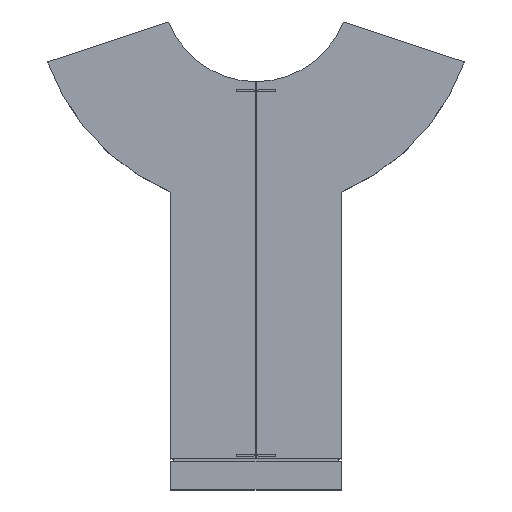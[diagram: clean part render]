
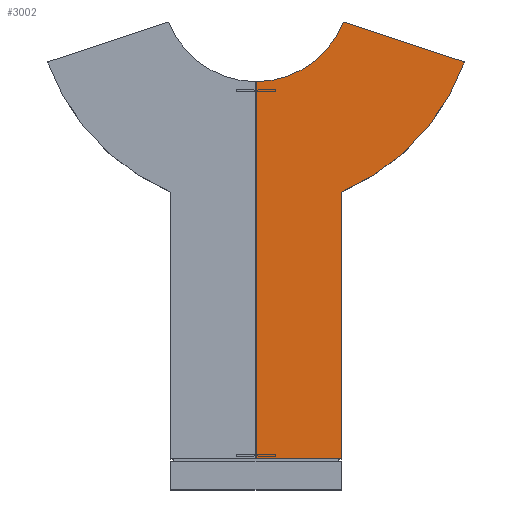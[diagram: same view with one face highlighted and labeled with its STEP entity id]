
A CAD part, top view. The second image highlights one B-rep face of the part: STEP entity #3002.
In plain terms, the highlighted planar face has unit normal (0, 0, 1).
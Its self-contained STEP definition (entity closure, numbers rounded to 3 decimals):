
#37 = VERTEX_POINT ( 'NONE', #10952 ) ;
#215 = EDGE_CURVE ( 'NONE', #1464, #3577, #10534, .T. ) ;
#291 = CARTESIAN_POINT ( 'NONE',  ( 0.15, 109., 0. ) ) ;
#430 = DIRECTION ( 'NONE',  ( 1., 0., 0. ) ) ;
#529 = CARTESIAN_POINT ( 'NONE',  ( 300., 1050., 0. ) ) ;
#548 = EDGE_CURVE ( 'NONE', #11890, #37, #9518, .T. ) ;
#834 = DIRECTION ( 'NONE',  ( 1., 0., 0. ) ) ;
#960 = LINE ( 'NONE', #11998, #6634 ) ;
#1432 = CARTESIAN_POINT ( 'NONE',  ( 735., 1509., 0. ) ) ;
#1464 = VERTEX_POINT ( 'NONE', #2511 ) ;
#1634 = AXIS2_PLACEMENT_3D ( 'NONE', #12124, #14390, #8682 ) ;
#1835 = EDGE_LOOP ( 'NONE', ( #14480, #13776, #5729, #12090, #5796, #10130 ) ) ;
#2000 = VECTOR ( 'NONE', #12873, 1000. ) ;
#2401 = CARTESIAN_POINT ( 'NONE',  ( 0.15, 109., 0. ) ) ;
#2511 = CARTESIAN_POINT ( 'NONE',  ( 300., 1050., 0. ) ) ;
#2983 = LINE ( 'NONE', #529, #14423 ) ;
#3002 = ADVANCED_FACE ( 'NONE', ( #6415 ), #13311, .T. ) ;
#3031 = CARTESIAN_POINT ( 'NONE',  ( -0.043, 1769.982, 0. ) ) ;
#3560 = CARTESIAN_POINT ( 'NONE',  ( 300., 109., 0. ) ) ;
#3577 = VERTEX_POINT ( 'NONE', #1432 ) ;
#4171 = DIRECTION ( 'NONE',  ( 0., 0., 1. ) ) ;
#4931 = LINE ( 'NONE', #291, #2000 ) ;
#5396 = CARTESIAN_POINT ( 'NONE',  ( 307.661, 1650., 0. ) ) ;
#5729 = ORIENTED_EDGE ( 'NONE', *, *, #548, .T. ) ;
#5796 = ORIENTED_EDGE ( 'NONE', *, *, #8227, .T. ) ;
#6374 = DIRECTION ( 'NONE',  ( -0.95, 0.313, 0. ) ) ;
#6415 = FACE_OUTER_BOUND ( 'NONE', #1835, .T. ) ;
#6634 = VECTOR ( 'NONE', #14258, 1000. ) ;
#7008 = VECTOR ( 'NONE', #6374, 1000. ) ;
#8227 = EDGE_CURVE ( 'NONE', #8619, #11427, #960, .T. ) ;
#8619 = VERTEX_POINT ( 'NONE', #2401 ) ;
#8682 = DIRECTION ( 'NONE',  ( 1., 0., 0. ) ) ;
#9276 = EDGE_CURVE ( 'NONE', #37, #8619, #4931, .T. ) ;
#9302 = CARTESIAN_POINT ( 'NONE',  ( 307.661, 1650., 0. ) ) ;
#9518 = CIRCLE ( 'NONE', #1634, 330. ) ;
#10124 = DIRECTION ( 'NONE',  ( 0., 0., 1. ) ) ;
#10130 = ORIENTED_EDGE ( 'NONE', *, *, #12369, .T. ) ;
#10534 = CIRCLE ( 'NONE', #13885, 780. ) ;
#10952 = CARTESIAN_POINT ( 'NONE',  ( 0.15, 1439.352, 0. ) ) ;
#11233 = LINE ( 'NONE', #5396, #7008 ) ;
#11427 = VERTEX_POINT ( 'NONE', #3560 ) ;
#11826 = DIRECTION ( 'NONE',  ( 0., 1., 0. ) ) ;
#11890 = VERTEX_POINT ( 'NONE', #9302 ) ;
#11998 = CARTESIAN_POINT ( 'NONE',  ( 300., 109., 0. ) ) ;
#12090 = ORIENTED_EDGE ( 'NONE', *, *, #9276, .T. ) ;
#12124 = CARTESIAN_POINT ( 'NONE',  ( 0., 1769.352, 0. ) ) ;
#12369 = EDGE_CURVE ( 'NONE', #11427, #1464, #2983, .T. ) ;
#12853 = EDGE_CURVE ( 'NONE', #3577, #11890, #11233, .T. ) ;
#12873 = DIRECTION ( 'NONE',  ( 0., -1., 0. ) ) ;
#13278 = CARTESIAN_POINT ( 'NONE',  ( -0.043, 1769.982, 0. ) ) ;
#13311 = PLANE ( 'NONE',  #14382 ) ;
#13776 = ORIENTED_EDGE ( 'NONE', *, *, #12853, .T. ) ;
#13885 = AXIS2_PLACEMENT_3D ( 'NONE', #13278, #10124, #834 ) ;
#14258 = DIRECTION ( 'NONE',  ( 1., 0., 0. ) ) ;
#14382 = AXIS2_PLACEMENT_3D ( 'NONE', #3031, #4171, #430 ) ;
#14390 = DIRECTION ( 'NONE',  ( 0., 0., -1. ) ) ;
#14423 = VECTOR ( 'NONE', #11826, 1000. ) ;
#14480 = ORIENTED_EDGE ( 'NONE', *, *, #215, .T. ) ;
